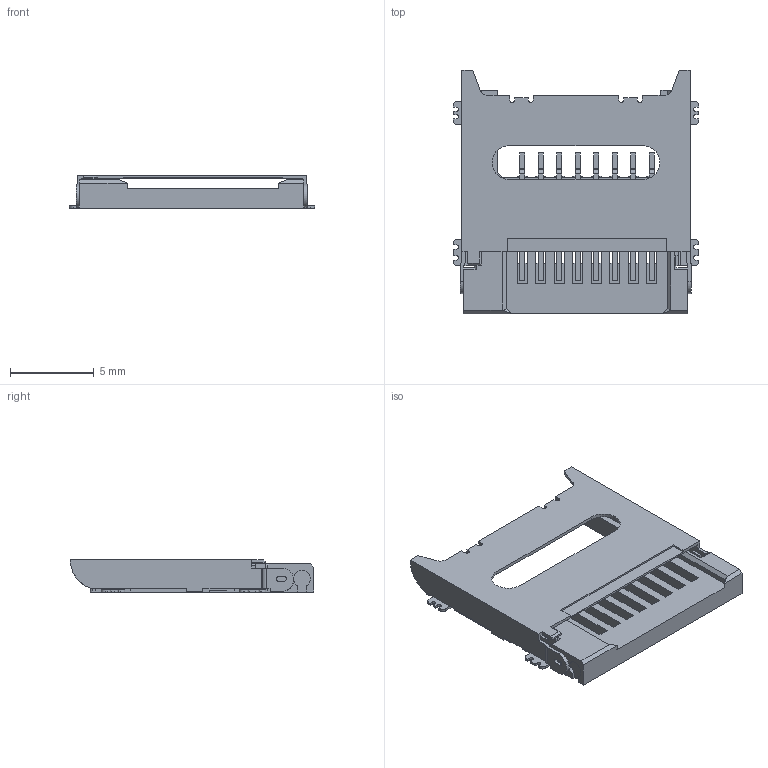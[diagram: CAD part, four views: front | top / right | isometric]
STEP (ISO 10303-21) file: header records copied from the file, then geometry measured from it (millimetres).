
FILE_DESCRIPTION( ( 'STEP AP214' ), '1' );
FILE_NAME( 'psolqas_10224_20.stp', '2020-05-05T20:43:34', ( 'License CC BY-ND 4.0' ), ( 'CADENAS' ), ' ', 'PARTsolutions', ' ' );
FILE_SCHEMA( ( 'AUTOMOTIVE_DESIGN { 1 0 10303 214 1 1 1 1 }' ) );
Length unit declared in the file: metre
Products named in the file (1): 1
Bounding box: 14.6 x 14.5 x 1.95 mm (x, y, z)
Volume: 165.7 mm3; surface area: 783.9 mm2
Topology: 1 solids, 1 shells, 622 faces, 1897 edges, 1248 vertices
Faces by surface type: plane 532, cylinder 90
Entity records: 20994 total; most frequent: ORIENTED_EDGE 3794, CARTESIAN_POINT 3778, DIRECTION 3325, EDGE_CURVE 1897, LINE 1711, VECTOR 1711, VERTEX_POINT 1248, AXIS2_PLACEMENT_3D 807
